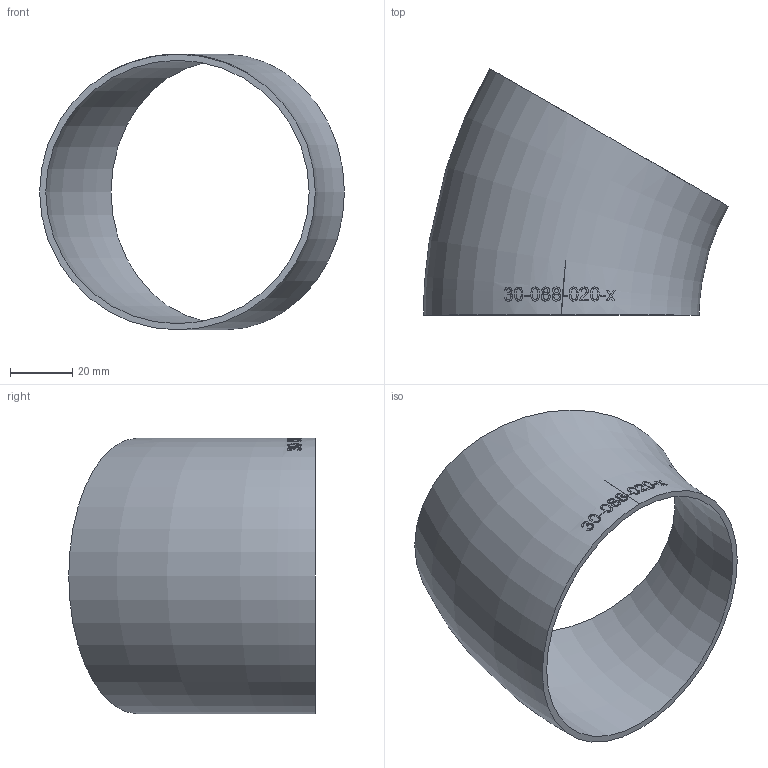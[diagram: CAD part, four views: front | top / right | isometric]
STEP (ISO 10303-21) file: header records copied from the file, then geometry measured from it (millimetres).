
FILE_DESCRIPTION (( 'STEP AP214' ), '1' );
FILE_NAME ('30-088-020-x Bogen 2004.STEP', '2020-04-22T07:11:07', ( '' ), ( '' ), 'SwSTEP 2.0', 'SolidWorks 2019', '' );
FILE_SCHEMA (( 'AUTOMOTIVE_DESIGN' ));
Length unit declared in the file: millimetre
Products named in the file (1): 30-088-020-x Bogen 2004
Bounding box: 98.28 x 79.47 x 88.9 mm (x, y, z)
Volume: 32732.5 mm3; surface area: 33833.7 mm2
Topology: 1 solids, 1 shells, 153 faces, 394 edges, 263 vertices
Faces by surface type: bspline 129, torus 22, plane 2
Entity records: 27285 total; most frequent: CARTESIAN_POINT 23123, ORIENTED_EDGE 782, EDGE_CURVE 391, B_SPLINE_CURVE_WITH_KNOTS 387, VERTEX_POINT 262, EDGE_LOOP 177, FACE_OUTER_BOUND 155, ADVANCED_FACE 153
